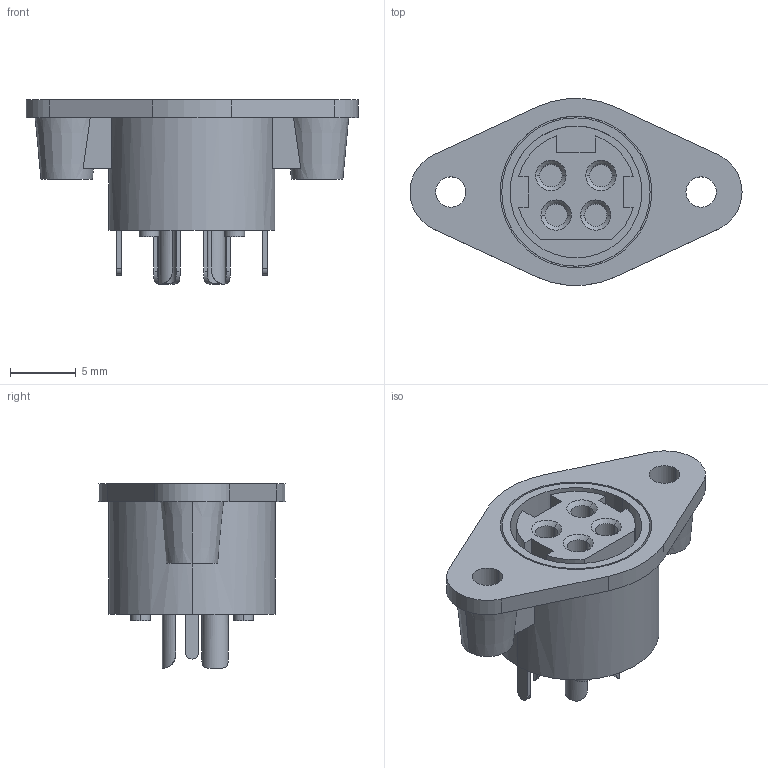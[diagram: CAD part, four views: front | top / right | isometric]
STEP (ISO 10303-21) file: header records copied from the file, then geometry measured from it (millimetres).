
FILE_DESCRIPTION (( 'STEP AP214' ), '1' );
FILE_NAME ('KPJX-PM-4S_rB5.STEP', '2012-05-15T23:10:08', ( ' ' ), ( ' ' ), 'SwSTEP 2.0', 'SolidWorks 2007', '' );
FILE_SCHEMA (( 'AUTOMOTIVE_DESIGN' ));
Length unit declared in the file: millimetre
Products named in the file (1): KPJX-PM-4S_rB5
Bounding box: 25.19 x 14.15 x 14 mm (x, y, z)
Volume: 1318.8 mm3; surface area: 1940.2 mm2
Topology: 1 solids, 1 shells, 118 faces, 286 edges, 189 vertices
Faces by surface type: cylinder 53, plane 53, cone 12
Entity records: 4634 total; most frequent: CARTESIAN_POINT 803, DIRECTION 619, ORIENTED_EDGE 572, EDGE_CURVE 286, AXIS2_PLACEMENT_3D 231, VERTEX_POINT 189, VECTOR 157, LINE 157
